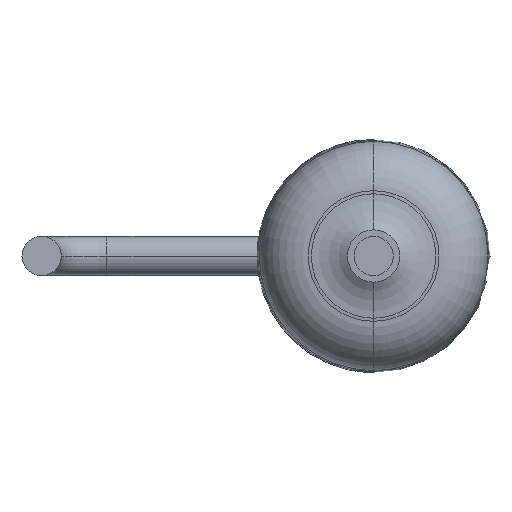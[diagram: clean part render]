
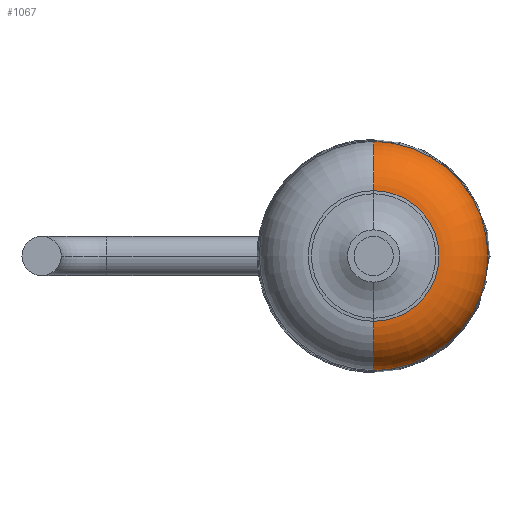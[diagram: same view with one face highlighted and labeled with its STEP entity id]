
A CAD part, front view. The second image highlights one B-rep face of the part: STEP entity #1067.
In plain terms, the highlighted toroidal (fillet/blend) face has major radius 0.952 mm and minor radius 0.8 mm.
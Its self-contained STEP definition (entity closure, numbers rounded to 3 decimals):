
#57 = VERTEX_POINT ( 'NONE', #1844 ) ;
#108 = AXIS2_PLACEMENT_3D ( 'NONE', #718, #1325, #1502 ) ;
#173 = CARTESIAN_POINT ( 'NONE',  ( 0., -4.5, 0. ) ) ;
#259 = CARTESIAN_POINT ( 'NONE',  ( 0., -3.75, -1.75 ) ) ;
#430 = CIRCLE ( 'NONE', #2194, 0.952 ) ;
#481 = DIRECTION ( 'NONE',  ( 0., -1., 0. ) ) ;
#510 = VERTEX_POINT ( 'NONE', #1030 ) ;
#540 = DIRECTION ( 'NONE',  ( 0., -1., 0. ) ) ;
#693 = CIRCLE ( 'NONE', #1513, 1.75 ) ;
#718 = CARTESIAN_POINT ( 'NONE',  ( 0., -3.7, 0. ) ) ;
#737 = CIRCLE ( 'NONE', #2189, 0.8 ) ;
#762 = ORIENTED_EDGE ( 'NONE', *, *, #1711, .F. ) ;
#894 = DIRECTION ( 'NONE',  ( 0., 0., 1. ) ) ;
#925 = FACE_OUTER_BOUND ( 'NONE', #2224, .T. ) ;
#990 = CIRCLE ( 'NONE', #2441, 0.8 ) ;
#995 = ORIENTED_EDGE ( 'NONE', *, *, #2262, .T. ) ;
#1030 = CARTESIAN_POINT ( 'NONE',  ( 0., -3.75, 1.75 ) ) ;
#1067 = ADVANCED_FACE ( 'NONE', ( #925 ), #1187, .T. ) ;
#1072 = AXIS2_PLACEMENT_3D ( 'NONE', #2014, #1261, #1238 ) ;
#1097 = EDGE_CURVE ( 'NONE', #2327, #57, #430, .T. ) ;
#1112 = ORIENTED_EDGE ( 'NONE', *, *, #1097, .F. ) ;
#1187 = TOROIDAL_SURFACE ( 'NONE', #108, 0.952, 0.8 ) ;
#1238 = DIRECTION ( 'NONE',  ( 0., 0., -1. ) ) ;
#1249 = DIRECTION ( 'NONE',  ( 0., 0., -1. ) ) ;
#1261 = DIRECTION ( 'NONE',  ( 0., -1., 0. ) ) ;
#1274 = CARTESIAN_POINT ( 'NONE',  ( 0., -3.75, 0. ) ) ;
#1325 = DIRECTION ( 'NONE',  ( 0., -1., 0. ) ) ;
#1336 = DIRECTION ( 'NONE',  ( 0., 0., 1. ) ) ;
#1423 = DIRECTION ( 'NONE',  ( 1., 0., 0. ) ) ;
#1502 = DIRECTION ( 'NONE',  ( 0., 0., -1. ) ) ;
#1513 = AXIS2_PLACEMENT_3D ( 'NONE', #1274, #481, #1249 ) ;
#1515 = CARTESIAN_POINT ( 'NONE',  ( 0., -3.7, -0.952 ) ) ;
#1573 = CARTESIAN_POINT ( 'NONE',  ( 1.75, -3.75, 0. ) ) ;
#1605 = CARTESIAN_POINT ( 'NONE',  ( 0., -4.5, -0.952 ) ) ;
#1624 = CARTESIAN_POINT ( 'NONE',  ( 0., -3.7, 0.952 ) ) ;
#1711 = EDGE_CURVE ( 'NONE', #2114, #2327, #737, .T. ) ;
#1754 = VERTEX_POINT ( 'NONE', #1573 ) ;
#1844 = CARTESIAN_POINT ( 'NONE',  ( 0., -4.5, 0.952 ) ) ;
#1911 = DIRECTION ( 'NONE',  ( -1., 0., 0. ) ) ;
#1938 = ORIENTED_EDGE ( 'NONE', *, *, #2177, .T. ) ;
#2000 = ORIENTED_EDGE ( 'NONE', *, *, #2198, .T. ) ;
#2014 = CARTESIAN_POINT ( 'NONE',  ( 0., -3.75, 0. ) ) ;
#2114 = VERTEX_POINT ( 'NONE', #259 ) ;
#2177 = EDGE_CURVE ( 'NONE', #510, #57, #990, .T. ) ;
#2189 = AXIS2_PLACEMENT_3D ( 'NONE', #1515, #1911, #894 ) ;
#2194 = AXIS2_PLACEMENT_3D ( 'NONE', #173, #540, #1336 ) ;
#2196 = CIRCLE ( 'NONE', #1072, 1.75 ) ;
#2198 = EDGE_CURVE ( 'NONE', #1754, #510, #2196, .T. ) ;
#2224 = EDGE_LOOP ( 'NONE', ( #2000, #1938, #1112, #762, #995 ) ) ;
#2262 = EDGE_CURVE ( 'NONE', #2114, #1754, #693, .T. ) ;
#2285 = DIRECTION ( 'NONE',  ( 0., 0., -1. ) ) ;
#2327 = VERTEX_POINT ( 'NONE', #1605 ) ;
#2441 = AXIS2_PLACEMENT_3D ( 'NONE', #1624, #1423, #2285 ) ;
